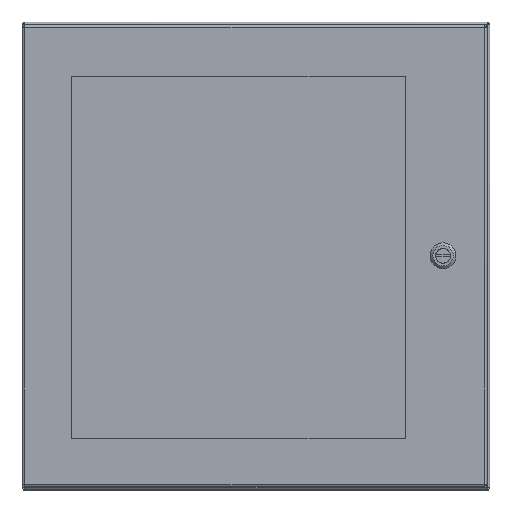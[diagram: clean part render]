
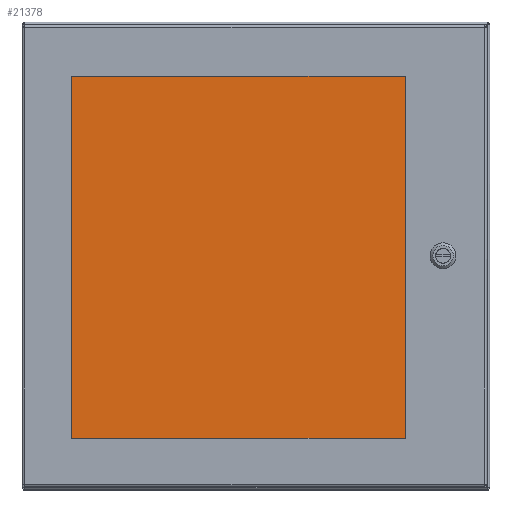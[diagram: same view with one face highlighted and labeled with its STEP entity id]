
A CAD part, top view. The second image highlights one B-rep face of the part: STEP entity #21378.
In plain terms, the highlighted planar face has unit normal (0, 0, 1).
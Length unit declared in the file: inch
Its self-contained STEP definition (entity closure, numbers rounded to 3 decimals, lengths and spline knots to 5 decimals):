
#21236=CARTESIAN_POINT('',(0.0,0.0,0.25));
#21237=VERTEX_POINT('',#21236);
#21238=CARTESIAN_POINT('',(0.,16.5,0.25));
#21239=VERTEX_POINT('',#21238);
#21240=CARTESIAN_POINT('',(0.,0.0,0.25));
#21241=DIRECTION('',(0.0,1.0,0.0));
#21242=VECTOR('',#21241,16.5);
#21243=LINE('',#21240,#21242);
#21244=EDGE_CURVE('',#21237,#21239,#21243,.T.);
#21276=CARTESIAN_POINT('',(15.25,16.5,0.25));
#21277=VERTEX_POINT('',#21276);
#21278=CARTESIAN_POINT('',(0.,16.5,0.25));
#21279=DIRECTION('',(1.0,0.0,0.0));
#21280=VECTOR('',#21279,15.25);
#21281=LINE('',#21278,#21280);
#21282=EDGE_CURVE('',#21239,#21277,#21281,.T.);
#21307=CARTESIAN_POINT('',(15.25,0.,0.25));
#21308=VERTEX_POINT('',#21307);
#21309=CARTESIAN_POINT('',(15.25,16.5,0.25));
#21310=DIRECTION('',(0.0,-1.0,0.0));
#21311=VECTOR('',#21310,16.5);
#21312=LINE('',#21309,#21311);
#21313=EDGE_CURVE('',#21277,#21308,#21312,.T.);
#21338=CARTESIAN_POINT('',(15.25,0.,0.25));
#21339=DIRECTION('',(-1.0,0.0,0.0));
#21340=VECTOR('',#21339,15.25);
#21341=LINE('',#21338,#21340);
#21342=EDGE_CURVE('',#21308,#21237,#21341,.T.);
#21367=CARTESIAN_POINT('',(7.625,8.25,0.25));
#21368=DIRECTION('',(0.0,0.0,1.0));
#21369=DIRECTION('',(1.0,0.0,0.0));
#21370=AXIS2_PLACEMENT_3D('',#21367,#21368,#21369);
#21371=PLANE('',#21370);
#21372=ORIENTED_EDGE('',*,*,#21244,.F.);
#21373=ORIENTED_EDGE('',*,*,#21342,.F.);
#21374=ORIENTED_EDGE('',*,*,#21313,.F.);
#21375=ORIENTED_EDGE('',*,*,#21282,.F.);
#21376=EDGE_LOOP('',(#21372,#21373,#21374,#21375));
#21377=FACE_OUTER_BOUND('',#21376,.T.);
#21378=ADVANCED_FACE('',(#21377),#21371,.T.);
